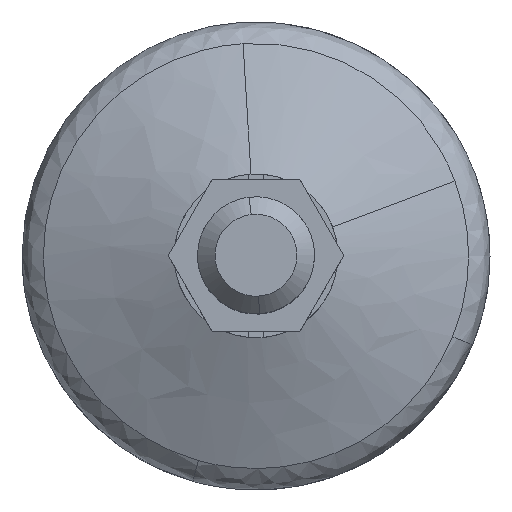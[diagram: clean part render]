
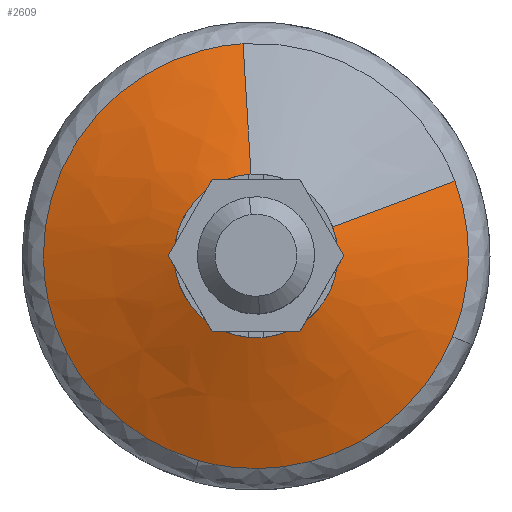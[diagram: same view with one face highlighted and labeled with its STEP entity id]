
A CAD part, top view. The second image highlights one B-rep face of the part: STEP entity #2609.
In plain terms, the highlighted free-form (B-spline) face has degree [2, 1] with [9, 2] control points.
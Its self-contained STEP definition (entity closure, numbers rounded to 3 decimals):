
#2413=CARTESIAN_POINT('',(6.292,2.363,12.618));
#2414=CARTESIAN_POINT('',(6.647,1.418,12.618));
#2415=CARTESIAN_POINT('',(6.708,0.41,12.618));
#2416=CARTESIAN_POINT('',(7.119,-6.298,12.618));
#2417=CARTESIAN_POINT('',(0.41,-6.708,12.618));
#2418=CARTESIAN_POINT('',(-6.298,-7.119,12.618));
#2419=CARTESIAN_POINT('',(-6.708,-0.41,12.618));
#2420=CARTESIAN_POINT('',(-7.119,6.298,12.618));
#2421=CARTESIAN_POINT('',(-0.41,6.708,12.618));
#2422=CARTESIAN_POINT('',(17.277,6.489,7.654));
#2423=CARTESIAN_POINT('',(18.251,3.894,7.654));
#2424=CARTESIAN_POINT('',(18.421,1.127,7.654));
#2425=CARTESIAN_POINT('',(19.547,-17.294,7.654));
#2426=CARTESIAN_POINT('',(1.127,-18.421,7.654));
#2427=CARTESIAN_POINT('',(-17.294,-19.547,7.654));
#2428=CARTESIAN_POINT('',(-18.421,-1.127,7.654));
#2429=CARTESIAN_POINT('',(-19.547,17.294,7.654));
#2430=CARTESIAN_POINT('',(-1.127,18.421,7.654));
#2438=(BOUNDED_SURFACE()B_SPLINE_SURFACE(2,1,((#2413,#2422),(#2414,#2423),(#2415,#2424),(#2416,#2425),(#2417,#2426),(#2418,#2427),(#2419,#2428),(#2420,#2429),(#2421,#2430)),.UNSPECIFIED.,.F.,.F.,.U.)B_SPLINE_SURFACE_WITH_KNOTS((3,2,2,2,3),(2,2),(0.0,6.115,36.693,67.27,97.848),(0.0,12.741),.UNSPECIFIED.)GEOMETRIC_REPRESENTATION_ITEM()RATIONAL_B_SPLINE_SURFACE(((0.906,0.906),(0.941,0.941),(1.0,1.0),(0.707,0.707),(1.0,1.0),(0.707,0.707),(1.0,1.0),(0.707,0.707),(1.0,1.0)))REPRESENTATION_ITEM('')SURFACE());
#2439=CARTESIAN_POINT('',(6.553,2.461,12.5));
#2440=VERTEX_POINT('',#2439);
#2441=CARTESIAN_POINT('',(7.0,0.0,12.5));
#2442=VERTEX_POINT('',#2441);
#2443=CARTESIAN_POINT('',(6.553,2.461,12.5));
#2444=CARTESIAN_POINT('',(7.,1.271,12.5));
#2445=CARTESIAN_POINT('',(7.0,0.0,12.5));
#2453=(BOUNDED_CURVE()B_SPLINE_CURVE(2,(#2443,#2444,#2445),.UNSPECIFIED.,.F.,.U.)B_SPLINE_CURVE_WITH_KNOTS((3,3),(0.44,0.5),.UNSPECIFIED.)CURVE()GEOMETRIC_REPRESENTATION_ITEM()RATIONAL_B_SPLINE_CURVE((0.893,0.93,1.0))REPRESENTATION_ITEM(''));
#2454=EDGE_CURVE('',#2440,#2442,#2453,.T.);
#2455=ORIENTED_EDGE('',*,*,#2454,.T.);
#2456=CARTESIAN_POINT('',(0.427,-6.987,12.5));
#2457=VERTEX_POINT('',#2456);
#2458=CARTESIAN_POINT('',(7.0,0.0,12.5));
#2459=CARTESIAN_POINT('',(7.,-6.585,12.5));
#2460=CARTESIAN_POINT('',(0.427,-6.987,12.5));
#2468=(BOUNDED_CURVE()B_SPLINE_CURVE(2,(#2458,#2459,#2460),.UNSPECIFIED.,.F.,.U.)B_SPLINE_CURVE_WITH_KNOTS((3,3),(0.5,0.739),.UNSPECIFIED.)CURVE()GEOMETRIC_REPRESENTATION_ITEM()RATIONAL_B_SPLINE_CURVE((1.0,0.72,0.976))REPRESENTATION_ITEM(''));
#2469=EDGE_CURVE('',#2442,#2457,#2468,.T.);
#2470=ORIENTED_EDGE('',*,*,#2469,.T.);
#2471=CARTESIAN_POINT('',(-7.0,0.0,12.5));
#2472=VERTEX_POINT('',#2471);
#2473=CARTESIAN_POINT('',(0.427,-6.987,12.5));
#2474=CARTESIAN_POINT('',(0.214,-7.0,12.5));
#2475=CARTESIAN_POINT('',(0.0,-7.0,12.5));
#2476=CARTESIAN_POINT('',(-7.,-7.,12.5));
#2477=CARTESIAN_POINT('',(-7.0,0.0,12.5));
#2485=(BOUNDED_CURVE()B_SPLINE_CURVE(2,(#2473,#2474,#2475,#2476,#2477),.UNSPECIFIED.,.F.,.U.)B_SPLINE_CURVE_WITH_KNOTS((3,2,3),(0.739,0.75,1.0),.UNSPECIFIED.)CURVE()GEOMETRIC_REPRESENTATION_ITEM()RATIONAL_B_SPLINE_CURVE((0.976,0.988,1.0,0.707,1.0))REPRESENTATION_ITEM(''));
#2486=EDGE_CURVE('',#2457,#2472,#2485,.T.);
#2487=ORIENTED_EDGE('',*,*,#2486,.T.);
#2488=CARTESIAN_POINT('',(-0.826,6.951,12.5));
#2489=VERTEX_POINT('',#2488);
#2490=CARTESIAN_POINT('',(-7.0,0.0,12.5));
#2491=CARTESIAN_POINT('',(-7.,6.217,12.5));
#2492=CARTESIAN_POINT('',(-0.826,6.951,12.5));
#2500=(BOUNDED_CURVE()B_SPLINE_CURVE(2,(#2490,#2491,#2492),.UNSPECIFIED.,.F.,.U.)B_SPLINE_CURVE_WITH_KNOTS((3,3),(0.0,0.23),.UNSPECIFIED.)CURVE()GEOMETRIC_REPRESENTATION_ITEM()RATIONAL_B_SPLINE_CURVE((1.0,0.731,0.956))REPRESENTATION_ITEM(''));
#2501=EDGE_CURVE('',#2472,#2489,#2500,.T.);
#2502=ORIENTED_EDGE('',*,*,#2501,.T.);
#2503=CARTESIAN_POINT('',(-0.427,6.987,12.5));
#2504=VERTEX_POINT('',#2503);
#2505=CARTESIAN_POINT('',(-0.826,6.951,12.5));
#2506=CARTESIAN_POINT('',(-0.627,6.975,12.5));
#2507=CARTESIAN_POINT('',(-0.427,6.987,12.5));
#2515=(BOUNDED_CURVE()B_SPLINE_CURVE(2,(#2505,#2506,#2507),.UNSPECIFIED.,.F.,.U.)B_SPLINE_CURVE_WITH_KNOTS((3,3),(0.23,0.239),.UNSPECIFIED.)CURVE()GEOMETRIC_REPRESENTATION_ITEM()RATIONAL_B_SPLINE_CURVE((0.956,0.966,0.976))REPRESENTATION_ITEM(''));
#2516=EDGE_CURVE('',#2489,#2504,#2515,.T.);
#2517=ORIENTED_EDGE('',*,*,#2516,.T.);
#2518=CARTESIAN_POINT('',(-1.109,18.135,7.775));
#2519=VERTEX_POINT('',#2518);
#2520=CARTESIAN_POINT('',(-0.427,6.987,12.5));
#2521=CARTESIAN_POINT('',(-1.109,18.135,7.775));
#2522=QUASI_UNIFORM_CURVE('',1,(#2520,#2521),.UNSPECIFIED.,.F.,.U.);
#2523=EDGE_CURVE('',#2504,#2519,#2522,.T.);
#2524=ORIENTED_EDGE('',*,*,#2523,.T.);
#2525=CARTESIAN_POINT('',(-18.169,0.0,7.775));
#2526=VERTEX_POINT('',#2525);
#2527=CARTESIAN_POINT('',(-18.169,0.0,7.775));
#2528=CARTESIAN_POINT('',(-18.169,17.092,7.775));
#2529=CARTESIAN_POINT('',(-1.109,18.135,7.775));
#2537=(BOUNDED_CURVE()B_SPLINE_CURVE(2,(#2527,#2528,#2529),.UNSPECIFIED.,.F.,.U.)B_SPLINE_CURVE_WITH_KNOTS((3,3),(0.0,0.239),.UNSPECIFIED.)CURVE()GEOMETRIC_REPRESENTATION_ITEM()RATIONAL_B_SPLINE_CURVE((1.0,0.72,0.976))REPRESENTATION_ITEM(''));
#2538=EDGE_CURVE('',#2526,#2519,#2537,.T.);
#2539=ORIENTED_EDGE('',*,*,#2538,.F.);
#2540=CARTESIAN_POINT('',(-4.913,-17.492,7.775));
#2541=VERTEX_POINT('',#2540);
#2542=CARTESIAN_POINT('',(-4.913,-17.492,7.775));
#2543=CARTESIAN_POINT('',(-18.169,-13.769,7.775));
#2544=CARTESIAN_POINT('',(-18.169,0.0,7.775));
#2552=(BOUNDED_CURVE()B_SPLINE_CURVE(2,(#2542,#2543,#2544),.UNSPECIFIED.,.F.,.U.)B_SPLINE_CURVE_WITH_KNOTS((3,3),(0.796,1.0),.UNSPECIFIED.)CURVE()GEOMETRIC_REPRESENTATION_ITEM()RATIONAL_B_SPLINE_CURVE((0.912,0.761,1.0))REPRESENTATION_ITEM(''));
#2553=EDGE_CURVE('',#2541,#2526,#2552,.T.);
#2554=ORIENTED_EDGE('',*,*,#2553,.F.);
#2555=CARTESIAN_POINT('',(16.808,-6.9,7.775));
#2556=VERTEX_POINT('',#2555);
#2557=CARTESIAN_POINT('',(16.808,-6.9,7.775));
#2558=CARTESIAN_POINT('',(12.181,-18.169,7.775));
#2559=CARTESIAN_POINT('',(0.0,-18.169,7.775));
#2560=CARTESIAN_POINT('',(-2.503,-18.169,7.775));
#2561=CARTESIAN_POINT('',(-4.913,-17.492,7.775));
#2569=(BOUNDED_CURVE()B_SPLINE_CURVE(2,(#2557,#2558,#2559,#2560,#2561),.UNSPECIFIED.,.F.,.U.)B_SPLINE_CURVE_WITH_KNOTS((3,2,3),(0.564,0.75,0.796),.UNSPECIFIED.)CURVE()GEOMETRIC_REPRESENTATION_ITEM()RATIONAL_B_SPLINE_CURVE((0.888,0.783,1.0,0.946,0.912))REPRESENTATION_ITEM(''));
#2570=EDGE_CURVE('',#2556,#2541,#2569,.T.);
#2571=ORIENTED_EDGE('',*,*,#2570,.F.);
#2572=CARTESIAN_POINT('',(18.169,0.0,7.775));
#2573=VERTEX_POINT('',#2572);
#2574=CARTESIAN_POINT('',(18.169,0.0,7.775));
#2575=CARTESIAN_POINT('',(18.169,-3.584,7.775));
#2576=CARTESIAN_POINT('',(16.808,-6.9,7.775));
#2584=(BOUNDED_CURVE()B_SPLINE_CURVE(2,(#2574,#2575,#2576),.UNSPECIFIED.,.F.,.U.)B_SPLINE_CURVE_WITH_KNOTS((3,3),(0.5,0.564),.UNSPECIFIED.)CURVE()GEOMETRIC_REPRESENTATION_ITEM()RATIONAL_B_SPLINE_CURVE((1.0,0.924,0.888))REPRESENTATION_ITEM(''));
#2585=EDGE_CURVE('',#2573,#2556,#2584,.T.);
#2586=ORIENTED_EDGE('',*,*,#2585,.F.);
#2587=CARTESIAN_POINT('',(17.009,6.389,7.775));
#2588=VERTEX_POINT('',#2587);
#2589=CARTESIAN_POINT('',(17.009,6.389,7.775));
#2590=CARTESIAN_POINT('',(18.169,3.3,7.775));
#2591=CARTESIAN_POINT('',(18.169,0.0,7.775));
#2599=(BOUNDED_CURVE()B_SPLINE_CURVE(2,(#2589,#2590,#2591),.UNSPECIFIED.,.F.,.U.)B_SPLINE_CURVE_WITH_KNOTS((3,3),(0.44,0.5),.UNSPECIFIED.)CURVE()GEOMETRIC_REPRESENTATION_ITEM()RATIONAL_B_SPLINE_CURVE((0.893,0.93,1.0))REPRESENTATION_ITEM(''));
#2600=EDGE_CURVE('',#2588,#2573,#2599,.T.);
#2601=ORIENTED_EDGE('',*,*,#2600,.F.);
#2602=CARTESIAN_POINT('',(6.553,2.461,12.5));
#2603=CARTESIAN_POINT('',(17.009,6.389,7.775));
#2604=QUASI_UNIFORM_CURVE('',1,(#2602,#2603),.UNSPECIFIED.,.F.,.U.);
#2605=EDGE_CURVE('',#2440,#2588,#2604,.T.);
#2606=ORIENTED_EDGE('',*,*,#2605,.F.);
#2607=EDGE_LOOP('',(#2455,#2470,#2487,#2502,#2517,#2524,#2539,#2554,#2571,#2586,#2601,#2606));
#2608=FACE_OUTER_BOUND('',#2607,.T.);
#2609=ADVANCED_FACE('',(#2608),#2438,.T.);
